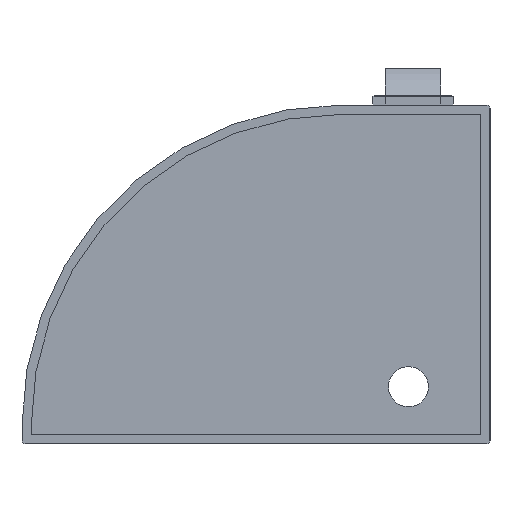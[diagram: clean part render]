
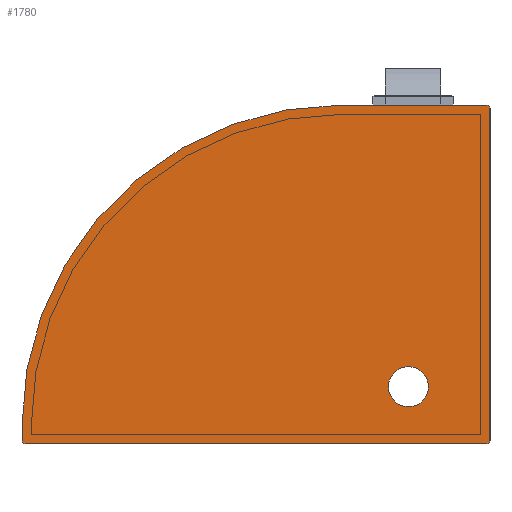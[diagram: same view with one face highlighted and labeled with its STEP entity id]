
A CAD part, left-side view. The second image highlights one B-rep face of the part: STEP entity #1780.
In plain terms, the highlighted planar face has unit normal (-1, 0, 0).
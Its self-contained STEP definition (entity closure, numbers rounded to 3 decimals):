
#340 = CARTESIAN_POINT ( 'NONE',  ( -327., -12., 27.5 ) ) ;
#350 = CIRCLE ( 'NONE', #3039, 0.5 ) ;
#472 = DIRECTION ( 'NONE',  ( 0., 0., 1. ) ) ;
#549 = PLANE ( 'NONE',  #4257 ) ;
#551 = CARTESIAN_POINT ( 'NONE',  ( -327., -12.5, -27.5 ) ) ;
#651 = DIRECTION ( 'NONE',  ( 0., 0., -1. ) ) ;
#797 = VECTOR ( 'NONE', #651, 1000. ) ;
#840 = DIRECTION ( 'NONE',  ( -1., 0., 0. ) ) ;
#855 = EDGE_CURVE ( 'NONE', #2352, #2751, #4544, .T. ) ;
#1038 = EDGE_CURVE ( 'NONE', #3953, #3953, #5369, .T. ) ;
#1100 = DIRECTION ( 'NONE',  ( -1., 0., 0. ) ) ;
#1234 = FACE_BOUND ( 'NONE', #4218, .T. ) ;
#1286 = VERTEX_POINT ( 'NONE', #4998 ) ;
#1409 = CARTESIAN_POINT ( 'NONE',  ( -327., 11.5, 27.5 ) ) ;
#1453 = VERTEX_POINT ( 'NONE', #3924 ) ;
#1504 = VECTOR ( 'NONE', #2569, 1000. ) ;
#1519 = CARTESIAN_POINT ( 'NONE',  ( -327., -12., -27. ) ) ;
#1714 = ORIENTED_EDGE ( 'NONE', *, *, #3996, .T. ) ;
#1732 = CARTESIAN_POINT ( 'NONE',  ( -327., -12.5, -27. ) ) ;
#1737 = EDGE_CURVE ( 'NONE', #4040, #2352, #5769, .T. ) ;
#1780 = ADVANCED_FACE ( 'NONE', ( #2594, #1234 ), #549, .F. ) ;
#1818 = EDGE_CURVE ( 'NONE', #4040, #1286, #3391, .T. ) ;
#1901 = ORIENTED_EDGE ( 'NONE', *, *, #2395, .T. ) ;
#2070 = DIRECTION ( 'NONE',  ( 0., 0., -1. ) ) ;
#2116 = DIRECTION ( 'NONE',  ( 1., 0., 0. ) ) ;
#2195 = LINE ( 'NONE', #2661, #797 ) ;
#2208 = CARTESIAN_POINT ( 'NONE',  ( -327., 11.5, -24.5 ) ) ;
#2252 = LINE ( 'NONE', #1409, #5429 ) ;
#2323 = VECTOR ( 'NONE', #472, 1000. ) ;
#2328 = CIRCLE ( 'NONE', #2867, 0.5 ) ;
#2344 = CARTESIAN_POINT ( 'NONE',  ( -327., 63.5, -24.5 ) ) ;
#2352 = VERTEX_POINT ( 'NONE', #2344 ) ;
#2395 = EDGE_CURVE ( 'NONE', #4833, #5007, #350, .T. ) ;
#2563 = ORIENTED_EDGE ( 'NONE', *, *, #4199, .F. ) ;
#2569 = DIRECTION ( 'NONE',  ( 0., 1., 0. ) ) ;
#2589 = DIRECTION ( 'NONE',  ( 1., 0., 0. ) ) ;
#2594 = FACE_OUTER_BOUND ( 'NONE', #4060, .T. ) ;
#2661 = CARTESIAN_POINT ( 'NONE',  ( -327., -12.5, 27.5 ) ) ;
#2670 = DIRECTION ( 'NONE',  ( 0., 0., 1. ) ) ;
#2729 = CARTESIAN_POINT ( 'NONE',  ( -327., -12.5, 27. ) ) ;
#2751 = VERTEX_POINT ( 'NONE', #4378 ) ;
#2846 = EDGE_CURVE ( 'NONE', #4833, #4729, #2195, .T. ) ;
#2867 = AXIS2_PLACEMENT_3D ( 'NONE', #1519, #4796, #2070 ) ;
#3018 = CARTESIAN_POINT ( 'NONE',  ( -327., 63.5, -27. ) ) ;
#3039 = AXIS2_PLACEMENT_3D ( 'NONE', #3767, #840, #4222 ) ;
#3391 = CIRCLE ( 'NONE', #4175, 0.5 ) ;
#3398 = CARTESIAN_POINT ( 'NONE',  ( -327., 63.5, -24.5 ) ) ;
#3617 = ORIENTED_EDGE ( 'NONE', *, *, #1737, .F. ) ;
#3767 = CARTESIAN_POINT ( 'NONE',  ( -327., -12., 27. ) ) ;
#3924 = CARTESIAN_POINT ( 'NONE',  ( -327., -12., -27.5 ) ) ;
#3953 = VERTEX_POINT ( 'NONE', #5623 ) ;
#3996 = EDGE_CURVE ( 'NONE', #1453, #4729, #2328, .T. ) ;
#4008 = CARTESIAN_POINT ( 'NONE',  ( -327., 63., -27. ) ) ;
#4040 = VERTEX_POINT ( 'NONE', #3018 ) ;
#4060 = EDGE_LOOP ( 'NONE', ( #3617, #6014, #2563, #1714, #4068, #1901, #5319, #4239 ) ) ;
#4068 = ORIENTED_EDGE ( 'NONE', *, *, #2846, .F. ) ;
#4175 = AXIS2_PLACEMENT_3D ( 'NONE', #4008, #1100, #4460 ) ;
#4185 = LINE ( 'NONE', #551, #1504 ) ;
#4199 = EDGE_CURVE ( 'NONE', #1453, #1286, #4185, .T. ) ;
#4218 = EDGE_LOOP ( 'NONE', ( #5287 ) ) ;
#4222 = DIRECTION ( 'NONE',  ( 0., 0., -1. ) ) ;
#4239 = ORIENTED_EDGE ( 'NONE', *, *, #855, .F. ) ;
#4257 = AXIS2_PLACEMENT_3D ( 'NONE', #4834, #2116, #5272 ) ;
#4378 = CARTESIAN_POINT ( 'NONE',  ( -327., 11.5, 27.5 ) ) ;
#4460 = DIRECTION ( 'NONE',  ( 0., 0., -1. ) ) ;
#4544 = CIRCLE ( 'NONE', #5363, 52. ) ;
#4729 = VERTEX_POINT ( 'NONE', #1732 ) ;
#4796 = DIRECTION ( 'NONE',  ( -1., 0., 0. ) ) ;
#4833 = VERTEX_POINT ( 'NONE', #2729 ) ;
#4834 = CARTESIAN_POINT ( 'NONE',  ( -327., 11.5, -24.5 ) ) ;
#4998 = CARTESIAN_POINT ( 'NONE',  ( -327., 63., -27.5 ) ) ;
#5007 = VERTEX_POINT ( 'NONE', #340 ) ;
#5128 = DIRECTION ( 'NONE',  ( 0., -1., 0. ) ) ;
#5168 = AXIS2_PLACEMENT_3D ( 'NONE', #5300, #2589, #5742 ) ;
#5272 = DIRECTION ( 'NONE',  ( 0., 0., 1. ) ) ;
#5287 = ORIENTED_EDGE ( 'NONE', *, *, #1038, .T. ) ;
#5300 = CARTESIAN_POINT ( 'NONE',  ( -327., 0.75, -18.25 ) ) ;
#5319 = ORIENTED_EDGE ( 'NONE', *, *, #5871, .F. ) ;
#5361 = DIRECTION ( 'NONE',  ( 1., 0., 0. ) ) ;
#5363 = AXIS2_PLACEMENT_3D ( 'NONE', #2208, #5361, #2670 ) ;
#5369 = CIRCLE ( 'NONE', #5168, 3.25 ) ;
#5429 = VECTOR ( 'NONE', #5128, 1000. ) ;
#5623 = CARTESIAN_POINT ( 'NONE',  ( -327., 0.75, -21.5 ) ) ;
#5742 = DIRECTION ( 'NONE',  ( 0., 0., -1. ) ) ;
#5769 = LINE ( 'NONE', #3398, #2323 ) ;
#5871 = EDGE_CURVE ( 'NONE', #2751, #5007, #2252, .T. ) ;
#6014 = ORIENTED_EDGE ( 'NONE', *, *, #1818, .T. ) ;
